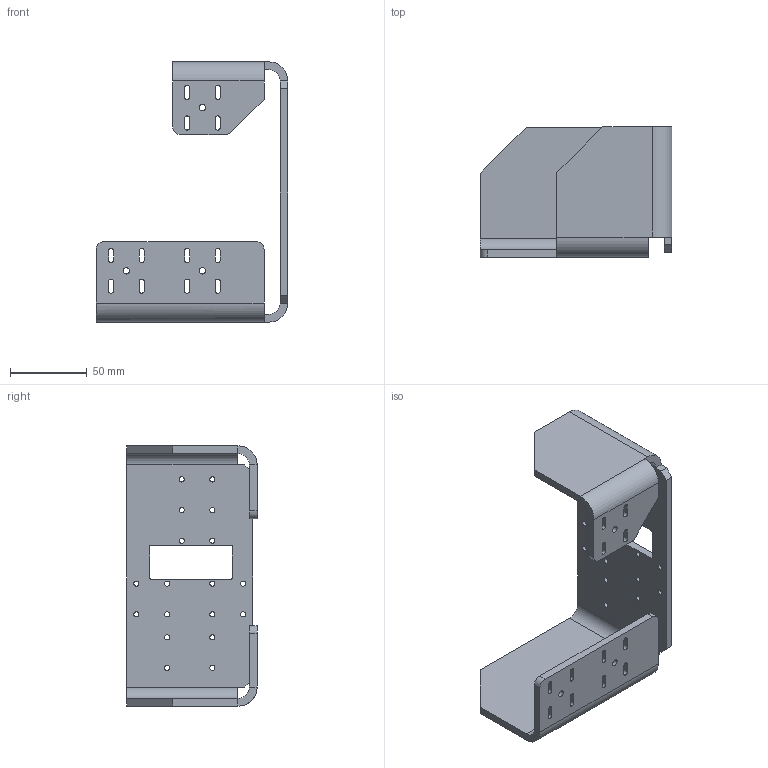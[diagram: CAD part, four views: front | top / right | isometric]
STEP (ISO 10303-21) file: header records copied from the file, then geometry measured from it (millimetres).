
FILE_DESCRIPTION(('FreeCAD Model'),'2;1');
FILE_NAME('Open CASCADE Shape Model','2024-04-14T21:20:38',(''),(''), 'Open CASCADE STEP processor 7.7','FreeCAD','Unknown');
FILE_SCHEMA(('AUTOMOTIVE_DESIGN { 1 0 10303 214 1 1 1 1 }'));
Length unit declared in the file: millimetre
Products named in the file (1): Body
Bounding box: 125 x 85 x 169.8 mm (x, y, z)
Volume: 164915.9 mm3; surface area: 74321.1 mm2
Topology: 1 solids, 1 shells, 131 faces, 363 edges, 234 vertices
Faces by surface type: plane 69, cylinder 62
Full cylindrical faces by diameter (mm): 3.4 x18, 4.2 x3
Entity records: 4351 total; most frequent: DIRECTION 751, CARTESIAN_POINT 734, ORIENTED_EDGE 726, EDGE_CURVE 363, AXIS2_PLACEMENT_3D 257, LINE 237, VECTOR 237, VERTEX_POINT 234
